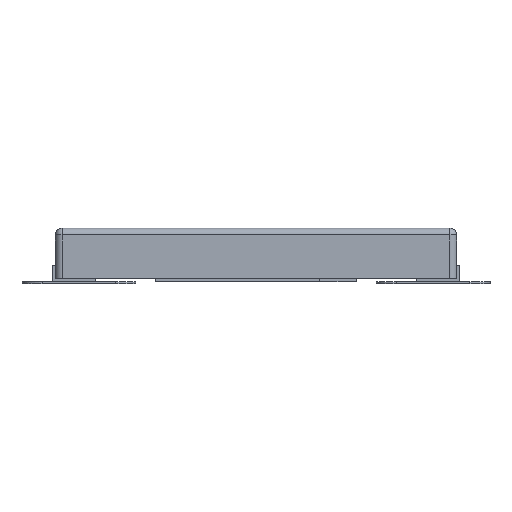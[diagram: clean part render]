
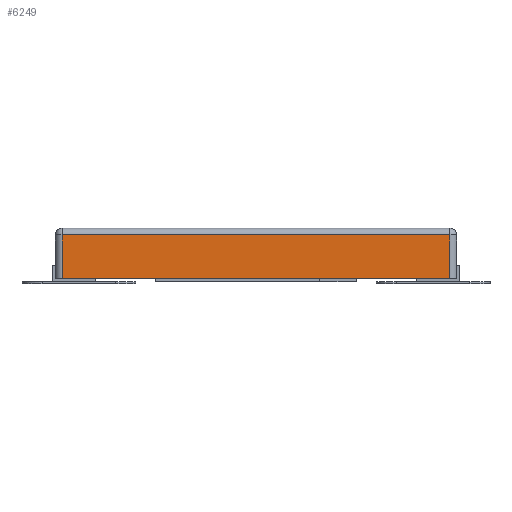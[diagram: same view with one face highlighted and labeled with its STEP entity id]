
A CAD part, left-side view. The second image highlights one B-rep face of the part: STEP entity #6249.
In plain terms, the highlighted planar face has unit normal (-1, 0, 0).
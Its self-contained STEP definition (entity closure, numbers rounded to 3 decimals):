
#6127 = VERTEX_POINT ( 'NONE', #10025 ) ;
#6158 = EDGE_CURVE ( 'NONE', #6159, #6127, #10035, .T. ) ;
#6159 = VERTEX_POINT ( 'NONE', #10031 ) ;
#6202 = VERTEX_POINT ( 'NONE', #10175 ) ;
#6203 = ORIENTED_EDGE ( 'NONE', *, *, #6204, .T. ) ;
#6204 = EDGE_CURVE ( 'NONE', #6202, #6159, #10173, .T. ) ;
#6241 = ORIENTED_EDGE ( 'NONE', *, *, #6242, .T. ) ;
#6242 = EDGE_CURVE ( 'NONE', #6127, #6243, #10224, .T. ) ;
#6243 = VERTEX_POINT ( 'NONE', #10220 ) ;
#6244 = ORIENTED_EDGE ( 'NONE', *, *, #6245, .T. ) ;
#6245 = EDGE_CURVE ( 'NONE', #6243, #6202, #10219, .T. ) ;
#6249 = ADVANCED_FACE ( 'NONE', ( #10269 ), #10253, .F. ) ;
#6250 = EDGE_LOOP ( 'NONE', ( #6251, #6241, #6244, #6203 ) ) ;
#6251 = ORIENTED_EDGE ( 'NONE', *, *, #6158, .T. ) ;
#10025 = CARTESIAN_POINT ( 'NONE',  ( -2.5, -2.9, 0.08 ) ) ;
#10031 = CARTESIAN_POINT ( 'NONE',  ( -2.5, 2.9, 0.08 ) ) ;
#10032 = DIRECTION ( 'NONE',  ( 0., -1., 0. ) ) ;
#10033 = VECTOR ( 'NONE', #10032, 1000. ) ;
#10034 = CARTESIAN_POINT ( 'NONE',  ( -2.5, 3., 0.08 ) ) ;
#10035 = LINE ( 'NONE', #10034, #10033 ) ;
#10170 = DIRECTION ( 'NONE',  ( 0., 0., -1. ) ) ;
#10171 = VECTOR ( 'NONE', #10170, 1000. ) ;
#10172 = CARTESIAN_POINT ( 'NONE',  ( -2.5, 2.9, 0.83 ) ) ;
#10173 = LINE ( 'NONE', #10172, #10171 ) ;
#10175 = CARTESIAN_POINT ( 'NONE',  ( -2.5, 2.9, 0.73 ) ) ;
#10216 = DIRECTION ( 'NONE',  ( 0., 1., 0. ) ) ;
#10217 = VECTOR ( 'NONE', #10216, 1000. ) ;
#10218 = CARTESIAN_POINT ( 'NONE',  ( -2.5, 3., 0.73 ) ) ;
#10219 = LINE ( 'NONE', #10218, #10217 ) ;
#10220 = CARTESIAN_POINT ( 'NONE',  ( -2.5, -2.9, 0.73 ) ) ;
#10221 = DIRECTION ( 'NONE',  ( 0., 0., 1. ) ) ;
#10222 = VECTOR ( 'NONE', #10221, 1000. ) ;
#10223 = CARTESIAN_POINT ( 'NONE',  ( -2.5, -2.9, 0.83 ) ) ;
#10224 = LINE ( 'NONE', #10223, #10222 ) ;
#10248 = DIRECTION ( 'NONE',  ( 0., 0., -1. ) ) ;
#10249 = DIRECTION ( 'NONE',  ( 1., 0., 0. ) ) ;
#10250 = CARTESIAN_POINT ( 'NONE',  ( -2.5, 3., 0.83 ) ) ;
#10251 = AXIS2_PLACEMENT_3D ( 'NONE', #10250, #10249, #10248 ) ;
#10253 = PLANE ( 'NONE',  #10251 ) ;
#10269 = FACE_OUTER_BOUND ( 'NONE', #6250, .T. ) ;
